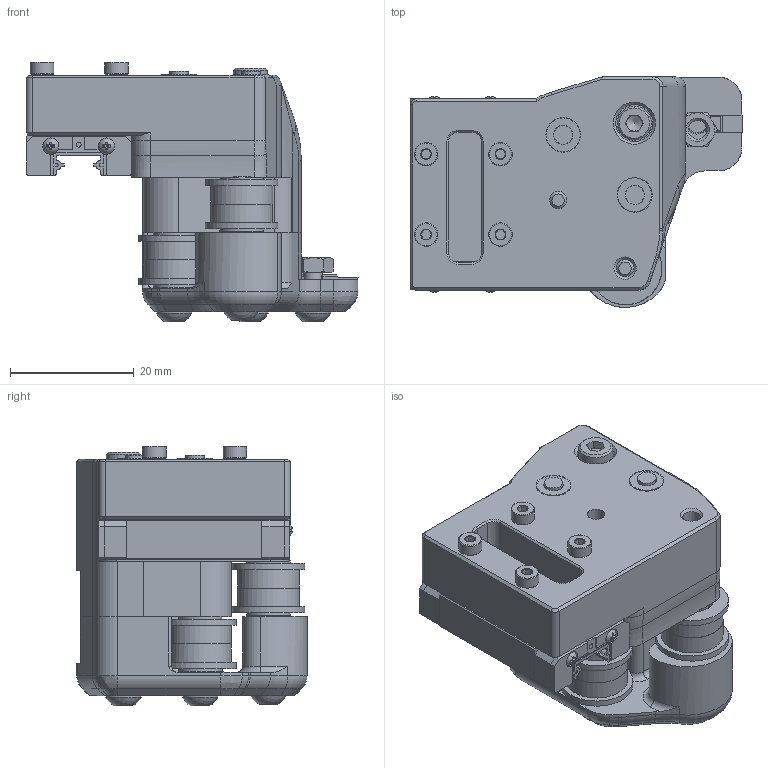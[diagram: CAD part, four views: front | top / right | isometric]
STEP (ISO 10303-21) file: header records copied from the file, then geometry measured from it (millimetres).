
FILE_DESCRIPTION(/* description */ (''),/* implementation_level */ '2;1');
FILE_NAME(/* name */ 'XY-Joint_Right.step',/* time_stamp */ '2022-03-22T12:35:22+01:00',/* author */ (''),/* organization */ (''),/* preprocessor_version */ 'ST-DEVELOPER v18.1',/* originating_system */ 'Autodesk Translation Framework v10.13.0.1454',/* authorisation */ '');
FILE_SCHEMA (('AUTOMOTIVE_DESIGN { 1 0 10303 214 3 1 1 }'));
Length unit declared in the file: millimetre
Products named in the file (18): XY Joint Right; XY Joint - Left (1); MGN7-H-1  (1); f623_stack  (1) (1); f623-rs (1)(Mirror) (1); M3 washer-1 (1)(Mirror) (1); f623_stack  (2); f623-rs(Mirror) (1); M3 washer-1(Mirror) (1); Hardware (1) (1) (2); M3 Threaded Insert Short.step v1(Mirror) (1); M3x8 BHCS (1) (1); M3x35 SHCS  (1); M3x20 SHCS (1); M2x12 SHCS v1 (1); M3x25 BHCS v2 (1) (1); M3x25 BHCS v2 (2) (1); M3_Hex_Nut v1 (19) (1)
Assembly tree (29 placements, depth 3):
  XY Joint Right
    XY Joint - Left (1)
      MGN7-H-1  (1)
    f623_stack  (1) (1)
      f623-rs (1)(Mirror) (1)  x2
      M3 washer-1 (1)(Mirror) (1)  x2
    f623_stack  (2)
      f623-rs(Mirror) (1)  x2
      M3 washer-1(Mirror) (1)  x2
    Hardware (1) (1) (2)
      M3 Threaded Insert Short.step v1(Mirror) (1)  x2
      M3x8 BHCS (1) (1)  x2
      M3x35 SHCS  (1)  x2
      M3x20 SHCS (1)
      M2x12 SHCS v1 (1)  x4
      M3x25 BHCS v2 (1) (1)
      M3x25 BHCS v2 (2) (1)
      M3_Hex_Nut v1 (19) (1)  x3
Bounding box: 53.59 x 37.16 x 41.95 mm (x, y, z)
Volume: 31899.7 mm3; surface area: 19274.5 mm2
Topology: 39 solids, 39 shells, 1329 faces, 3354 edges, 2137 vertices
Faces by surface type: plane 496, cylinder 326, bspline 303, cone 168, torus 25, sphere 11
Full cylindrical faces by diameter (mm): 0.8 x4, 2 x8, 2.4 x4, 2.659 x4, 2.8 x2, 3 x16, 3.2 x4, 3.4 x9, 3.8 x4, 4.7 x2, 5.05 x2, 5.16 x2, 5.5 x3, 5.56 x2, 5.7 x4, 6 x3, 6.06 x8, 6.94 x8, 7 x4, 10 x4, 11.7 x4
Entity records: 30453 total; most frequent: CARTESIAN_POINT 7847, ORIENTED_EDGE 4686, DIRECTION 4658, EDGE_CURVE 2343, AXIS2_PLACEMENT_3D 1689, VERTEX_POINT 1495, LINE 1280, VECTOR 1280
